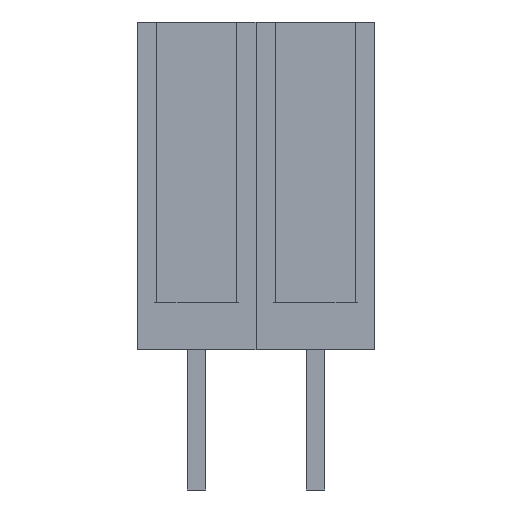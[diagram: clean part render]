
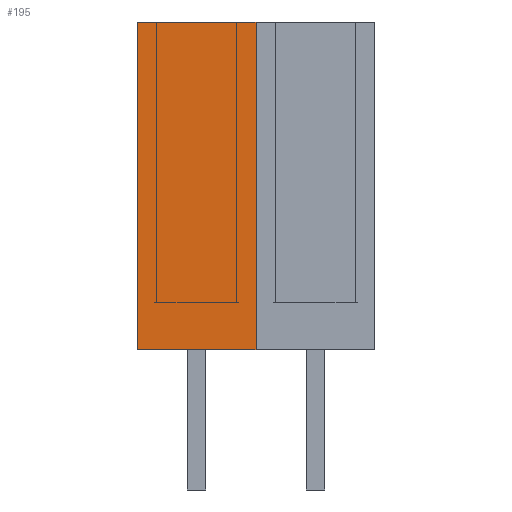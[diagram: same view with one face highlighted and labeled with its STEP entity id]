
A CAD part, front view. The second image highlights one B-rep face of the part: STEP entity #195.
In plain terms, the highlighted planar face has unit normal (0, -1, 0).
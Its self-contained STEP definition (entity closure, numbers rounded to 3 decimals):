
#13=DIRECTION('',(0.,0.,1.));
#14=DIRECTION('',(1.,0.,0.));
#171=EDGE_CURVE('',#172,#174,#176,.T.);
#172=VERTEX_POINT('',#173);
#173=CARTESIAN_POINT('',(-1.27,-1.271,0.));
#174=VERTEX_POINT('',#175);
#175=CARTESIAN_POINT('',(-1.27,-1.271,7.));
#176=LINE('',#173,#177);
#177=VECTOR('',#13,1.);
#184=DIRECTION('',(0.,1.,0.));
#195=ADVANCED_FACE('',(#196),#213,.F.);
#196=FACE_BOUND('',#197,.F.);
#197=EDGE_LOOP('',(#198,#204,#205,#210));
#198=ORIENTED_EDGE('',*,*,#199,.F.);
#199=EDGE_CURVE('',#172,#200,#202,.T.);
#200=VERTEX_POINT('',#201);
#201=CARTESIAN_POINT('',(1.27,-1.271,0.));
#202=LINE('',#173,#203);
#203=VECTOR('',#14,1.);
#204=ORIENTED_EDGE('',*,*,#171,.T.);
#205=ORIENTED_EDGE('',*,*,#206,.T.);
#206=EDGE_CURVE('',#174,#207,#209,.T.);
#207=VERTEX_POINT('',#208);
#208=CARTESIAN_POINT('',(1.27,-1.271,7.));
#209=LINE('',#175,#203);
#210=ORIENTED_EDGE('',*,*,#211,.F.);
#211=EDGE_CURVE('',#200,#207,#212,.T.);
#212=LINE('',#201,#177);
#213=PLANE('',#214);
#214=AXIS2_PLACEMENT_3D('',#173,#184,#13);
